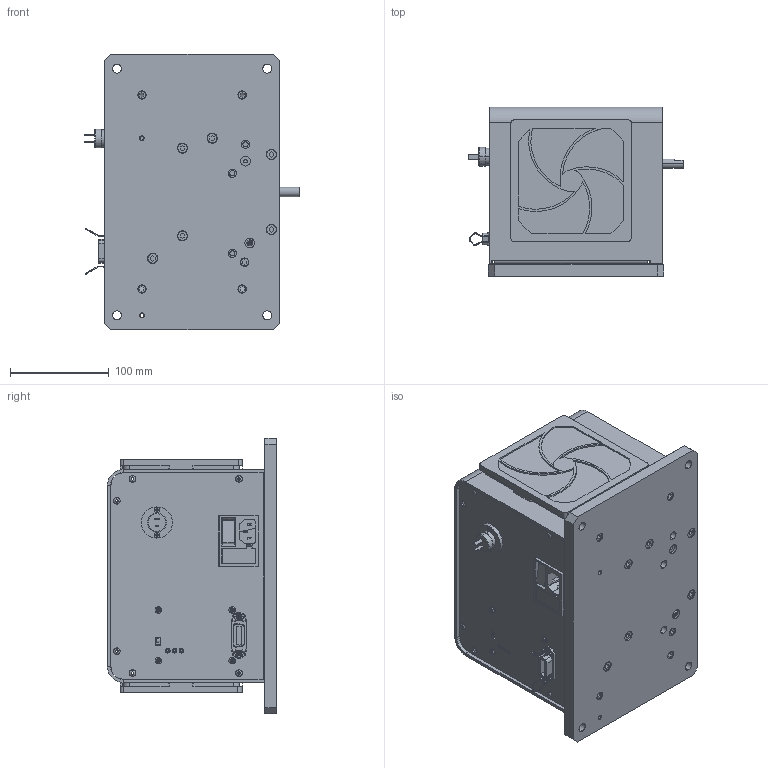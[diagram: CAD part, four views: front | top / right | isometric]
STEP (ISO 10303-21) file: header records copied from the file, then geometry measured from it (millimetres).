
FILE_DESCRIPTION (( 'STEP AP214' ), '1' );
FILE_NAME ('HD-500-0100_B_EF.STEP', '2013-07-11T16:20:27', ( 'magtrol' ), ( '' ), 'SwSTEP 2.0', 'SolidWorks 2013', '' );
FILE_SCHEMA (( 'AUTOMOTIVE_DESIGN' ));
Length unit declared in the file: inch
Products named in the file (1): HD-500-0100_B_EF
Bounding box: 218.22 x 171.45 x 279.4 mm (x, y, z)
Surface area: 402249 mm2 (no closed solid volume)
Topology: 0 solids, 61 shells, 748 faces, 2622 edges, 1929 vertices
Faces by surface type: plane 426, cylinder 235, torus 60, cone 27
Entity records: 38171 total; most frequent: CARTESIAN_POINT 5514, DIRECTION 4965, ORIENTED_EDGE 4031, EDGE_CURVE 2622, VERTEX_POINT 1929, VECTOR 1661, LINE 1661, AXIS2_PLACEMENT_3D 1652
